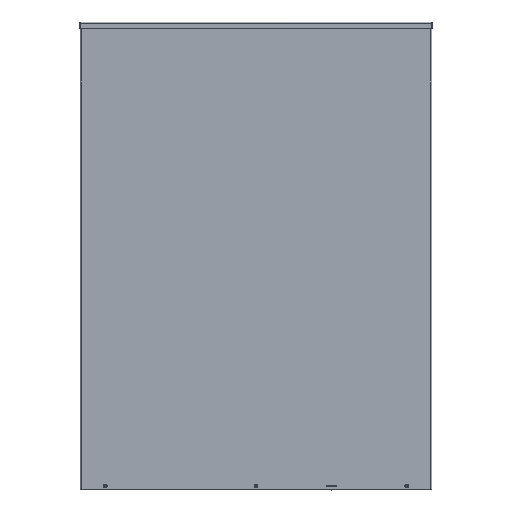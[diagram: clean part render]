
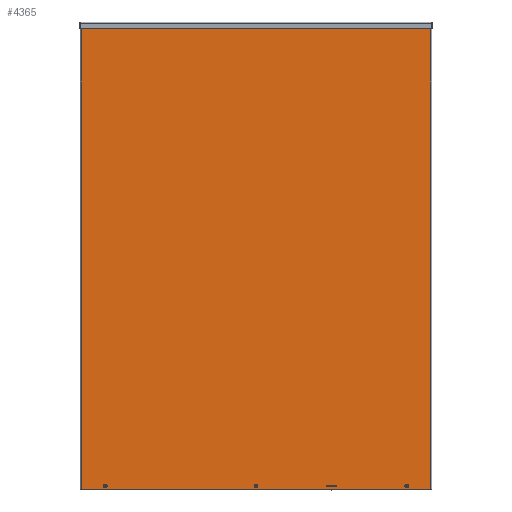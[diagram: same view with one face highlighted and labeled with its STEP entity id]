
A CAD part, top view. The second image highlights one B-rep face of the part: STEP entity #4365.
In plain terms, the highlighted face is planar.
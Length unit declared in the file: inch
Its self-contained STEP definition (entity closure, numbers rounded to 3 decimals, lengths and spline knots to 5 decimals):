
#395=LINE('',#6739,#761);
#399=LINE('',#6747,#765);
#402=LINE('',#6753,#768);
#405=LINE('',#6758,#771);
#408=LINE('',#6797,#774);
#424=LINE('',#6838,#790);
#439=LINE('',#6873,#805);
#441=LINE('',#6876,#807);
#761=VECTOR('',#5439,0.1875);
#765=VECTOR('',#5445,1.);
#768=VECTOR('',#5450,0.1875);
#771=VECTOR('',#5455,1.);
#774=VECTOR('',#5498,48.);
#790=VECTOR('',#5540,48.);
#805=VECTOR('',#5579,35.9375);
#807=VECTOR('',#5583,35.9375);
#1056=PLANE('',#4730);
#1180=FACE_BOUND('',#1667,.T.);
#1181=FACE_BOUND('',#1668,.T.);
#1182=FACE_BOUND('',#1669,.T.);
#1183=FACE_BOUND('',#1670,.T.);
#1184=FACE_BOUND('',#1671,.T.);
#1185=FACE_BOUND('',#1672,.T.);
#1186=FACE_BOUND('',#1673,.T.);
#1187=FACE_BOUND('',#1674,.T.);
#1667=EDGE_LOOP('',(#3452,#3453,#3454,#3455));
#1668=EDGE_LOOP('',(#3456));
#1669=EDGE_LOOP('',(#3457));
#1670=EDGE_LOOP('',(#3458));
#1671=EDGE_LOOP('',(#3459));
#1672=EDGE_LOOP('',(#3460));
#1673=EDGE_LOOP('',(#3461));
#1674=EDGE_LOOP('',(#3462,#3463,#3464,#3465));
#1885=CIRCLE('',#4687,0.15625);
#1887=CIRCLE('',#4690,0.15625);
#1889=CIRCLE('',#4693,0.15625);
#1891=CIRCLE('',#4696,0.15625);
#1893=CIRCLE('',#4699,0.15625);
#1895=CIRCLE('',#4702,0.15625);
#2104=VERTEX_POINT('',#6737);
#2105=VERTEX_POINT('',#6738);
#2108=VERTEX_POINT('',#6746);
#2110=VERTEX_POINT('',#6752);
#2113=VERTEX_POINT('',#6763);
#2115=VERTEX_POINT('',#6768);
#2117=VERTEX_POINT('',#6773);
#2119=VERTEX_POINT('',#6778);
#2121=VERTEX_POINT('',#6783);
#2123=VERTEX_POINT('',#6788);
#2126=VERTEX_POINT('',#6794);
#2127=VERTEX_POINT('',#6796);
#2138=VERTEX_POINT('',#6835);
#2139=VERTEX_POINT('',#6837);
#2546=EDGE_CURVE('',#2104,#2105,#395,.T.);
#2550=EDGE_CURVE('',#2108,#2104,#399,.T.);
#2553=EDGE_CURVE('',#2110,#2108,#402,.T.);
#2556=EDGE_CURVE('',#2105,#2110,#405,.T.);
#2559=EDGE_CURVE('',#2113,#2113,#1885,.T.);
#2561=EDGE_CURVE('',#2115,#2115,#1887,.T.);
#2563=EDGE_CURVE('',#2117,#2117,#1889,.T.);
#2565=EDGE_CURVE('',#2119,#2119,#1891,.T.);
#2567=EDGE_CURVE('',#2121,#2121,#1893,.T.);
#2569=EDGE_CURVE('',#2123,#2123,#1895,.T.);
#2572=EDGE_CURVE('',#2127,#2126,#408,.T.);
#2592=EDGE_CURVE('',#2139,#2138,#424,.T.);
#2610=EDGE_CURVE('',#2126,#2139,#439,.T.);
#2612=EDGE_CURVE('',#2138,#2127,#441,.T.);
#3452=ORIENTED_EDGE('',*,*,#2546,.T.);
#3453=ORIENTED_EDGE('',*,*,#2556,.T.);
#3454=ORIENTED_EDGE('',*,*,#2553,.T.);
#3455=ORIENTED_EDGE('',*,*,#2550,.T.);
#3456=ORIENTED_EDGE('',*,*,#2559,.T.);
#3457=ORIENTED_EDGE('',*,*,#2561,.T.);
#3458=ORIENTED_EDGE('',*,*,#2563,.T.);
#3459=ORIENTED_EDGE('',*,*,#2565,.T.);
#3460=ORIENTED_EDGE('',*,*,#2567,.T.);
#3461=ORIENTED_EDGE('',*,*,#2569,.T.);
#3462=ORIENTED_EDGE('',*,*,#2592,.T.);
#3463=ORIENTED_EDGE('',*,*,#2612,.T.);
#3464=ORIENTED_EDGE('',*,*,#2572,.T.);
#3465=ORIENTED_EDGE('',*,*,#2610,.T.);
#4365=ADVANCED_FACE('',(#1180,#1181,#1182,#1183,#1184,#1185,#1186,#1187),
#1056,.F.);
#4687=AXIS2_PLACEMENT_3D('',#6764,#5461,#5462);
#4690=AXIS2_PLACEMENT_3D('',#6769,#5467,#5468);
#4693=AXIS2_PLACEMENT_3D('',#6774,#5473,#5474);
#4696=AXIS2_PLACEMENT_3D('',#6779,#5479,#5480);
#4699=AXIS2_PLACEMENT_3D('',#6784,#5485,#5486);
#4702=AXIS2_PLACEMENT_3D('',#6789,#5491,#5492);
#4730=AXIS2_PLACEMENT_3D('',#6875,#5581,#5582);
#5439=DIRECTION('',(0.,-1.,0.));
#5445=DIRECTION('',(-1.,0.,0.));
#5450=DIRECTION('',(0.,1.,0.));
#5455=DIRECTION('',(1.,0.,0.));
#5461=DIRECTION('center_axis',(0.,0.,1.));
#5462=DIRECTION('ref_axis',(1.,0.,0.));
#5467=DIRECTION('center_axis',(0.,0.,1.));
#5468=DIRECTION('ref_axis',(1.,0.,0.));
#5473=DIRECTION('center_axis',(0.,0.,1.));
#5474=DIRECTION('ref_axis',(1.,0.,0.));
#5479=DIRECTION('center_axis',(0.,0.,1.));
#5480=DIRECTION('ref_axis',(1.,0.,0.));
#5485=DIRECTION('center_axis',(0.,0.,1.));
#5486=DIRECTION('ref_axis',(1.,0.,0.));
#5491=DIRECTION('center_axis',(0.,0.,1.));
#5492=DIRECTION('ref_axis',(1.,0.,0.));
#5498=DIRECTION('',(0.,-1.,0.));
#5540=DIRECTION('',(0.,1.,0.));
#5579=DIRECTION('',(-1.,0.,0.));
#5581=DIRECTION('center_axis',(0.,0.,1.));
#5582=DIRECTION('ref_axis',(1.,0.,0.));
#5583=DIRECTION('',(1.,0.,0.));
#6737=CARTESIAN_POINT('',(-8.25,-23.53125,0.));
#6738=CARTESIAN_POINT('',(-8.25,-23.71875,0.));
#6739=CARTESIAN_POINT('',(-8.25,-11.76563,0.));
#6746=CARTESIAN_POINT('',(-7.25,-23.53125,0.));
#6747=CARTESIAN_POINT('',(-3.625,-23.53125,0.));
#6752=CARTESIAN_POINT('',(-7.25,-23.71875,0.));
#6753=CARTESIAN_POINT('',(-7.25,-11.85938,0.));
#6758=CARTESIAN_POINT('',(-4.125,-23.71875,0.));
#6763=CARTESIAN_POINT('',(15.34375,-23.625,0.));
#6764=CARTESIAN_POINT('Origin',(15.5,-23.625,0.));
#6768=CARTESIAN_POINT('',(15.34375,23.625,0.));
#6769=CARTESIAN_POINT('Origin',(15.5,23.625,0.));
#6773=CARTESIAN_POINT('',(-0.15625,-23.625,0.));
#6774=CARTESIAN_POINT('Origin',(0.,-23.625,0.));
#6778=CARTESIAN_POINT('',(-0.15625,23.625,0.));
#6779=CARTESIAN_POINT('Origin',(0.,23.625,0.));
#6783=CARTESIAN_POINT('',(-15.65625,-23.625,0.));
#6784=CARTESIAN_POINT('Origin',(-15.5,-23.625,0.));
#6788=CARTESIAN_POINT('',(-15.65625,23.625,0.));
#6789=CARTESIAN_POINT('Origin',(-15.5,23.625,0.));
#6794=CARTESIAN_POINT('',(17.96875,-24.,0.));
#6796=CARTESIAN_POINT('',(17.96875,24.,0.));
#6797=CARTESIAN_POINT('',(17.96875,12.,0.));
#6835=CARTESIAN_POINT('',(-17.96875,24.,0.));
#6837=CARTESIAN_POINT('',(-17.96875,-24.,0.));
#6838=CARTESIAN_POINT('',(-17.96875,-12.,0.));
#6873=CARTESIAN_POINT('',(18.,-24.,0.));
#6875=CARTESIAN_POINT('Origin',(0.,0.,
0.));
#6876=CARTESIAN_POINT('',(-18.,24.,0.));
